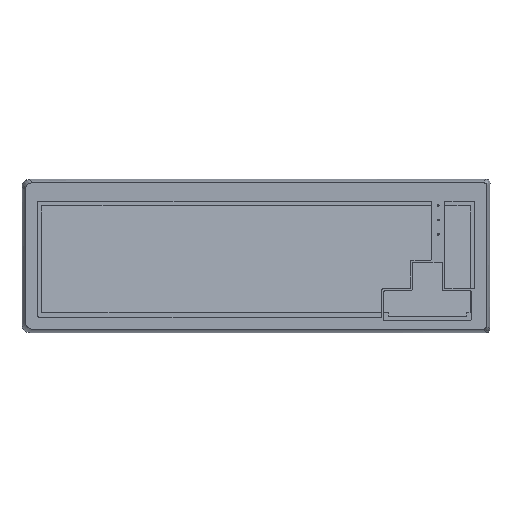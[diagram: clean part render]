
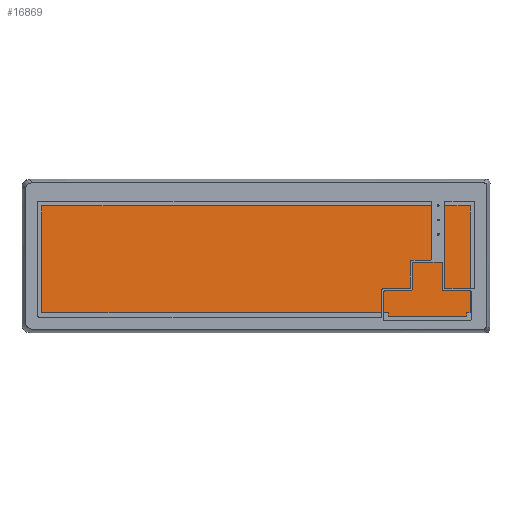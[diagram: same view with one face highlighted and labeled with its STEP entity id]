
A CAD part, top view. The second image highlights one B-rep face of the part: STEP entity #16869.
In plain terms, the highlighted planar face has unit normal (0, 0.07, 0.998).
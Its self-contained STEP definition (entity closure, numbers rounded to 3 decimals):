
#912=ELLIPSE('',#17554,5.163,5.15);
#913=ELLIPSE('',#17559,5.613,5.6);
#914=ELLIPSE('',#17561,5.613,5.6);
#915=ELLIPSE('',#17563,5.163,5.15);
#916=ELLIPSE('',#17568,5.614,5.6);
#917=ELLIPSE('',#17570,5.614,5.6);
#918=ELLIPSE('',#17574,5.163,5.15);
#919=ELLIPSE('',#17578,5.163,5.15);
#920=ELLIPSE('',#17583,5.613,5.6);
#921=ELLIPSE('',#17585,5.613,5.6);
#922=ELLIPSE('',#17587,5.163,5.15);
#923=ELLIPSE('',#17592,5.614,5.6);
#924=ELLIPSE('',#17594,5.614,5.6);
#925=ELLIPSE('',#17598,5.163,5.15);
#1870=PLANE('',#17601);
#2777=FACE_OUTER_BOUND('',#3774,.T.);
#3774=EDGE_LOOP('',(#15756,#15757,#15758,#15759,#15760,#15761,#15762,#15763,
#15764,#15765,#15766,#15767,#15768,#15769,#15770,#15771,#15772,#15773,#15774,
#15775));
#5195=LINE('',#29737,#6626);
#5196=LINE('',#29738,#6627);
#5209=LINE('',#29795,#6640);
#5210=LINE('',#29796,#6641);
#5211=LINE('',#29798,#6642);
#5212=LINE('',#29799,#6643);
#6626=VECTOR('',#20371,10.);
#6627=VECTOR('',#20372,10.);
#6640=VECTOR('',#20433,10.);
#6641=VECTOR('',#20434,10.);
#6642=VECTOR('',#20437,10.);
#6643=VECTOR('',#20438,10.);
#8399=VERTEX_POINT('',#29677);
#8401=VERTEX_POINT('',#29680);
#8403=VERTEX_POINT('',#29688);
#8406=VERTEX_POINT('',#29694);
#8407=VERTEX_POINT('',#29698);
#8409=VERTEX_POINT('',#29701);
#8411=VERTEX_POINT('',#29709);
#8414=VERTEX_POINT('',#29715);
#8417=VERTEX_POINT('',#29724);
#8418=VERTEX_POINT('',#29726);
#8421=VERTEX_POINT('',#29740);
#8423=VERTEX_POINT('',#29743);
#8425=VERTEX_POINT('',#29751);
#8428=VERTEX_POINT('',#29757);
#8429=VERTEX_POINT('',#29761);
#8431=VERTEX_POINT('',#29764);
#8433=VERTEX_POINT('',#29772);
#8436=VERTEX_POINT('',#29778);
#8439=VERTEX_POINT('',#29787);
#8440=VERTEX_POINT('',#29789);
#10837=EDGE_CURVE('',#8401,#8399,#912,.T.);
#10841=EDGE_CURVE('',#8401,#8403,#913,.T.);
#10845=EDGE_CURVE('',#8406,#8399,#914,.T.);
#10847=EDGE_CURVE('',#8409,#8407,#915,.T.);
#10851=EDGE_CURVE('',#8409,#8411,#916,.T.);
#10855=EDGE_CURVE('',#8414,#8407,#917,.T.);
#10859=EDGE_CURVE('',#8418,#8417,#918,.T.);
#10865=EDGE_CURVE('',#8411,#8417,#5195,.T.);
#10866=EDGE_CURVE('',#8418,#8406,#5196,.T.);
#10868=EDGE_CURVE('',#8423,#8421,#919,.T.);
#10872=EDGE_CURVE('',#8423,#8425,#920,.T.);
#10876=EDGE_CURVE('',#8428,#8421,#921,.T.);
#10878=EDGE_CURVE('',#8431,#8429,#922,.T.);
#10882=EDGE_CURVE('',#8431,#8433,#923,.T.);
#10886=EDGE_CURVE('',#8436,#8429,#924,.T.);
#10890=EDGE_CURVE('',#8440,#8439,#925,.T.);
#10893=EDGE_CURVE('',#8425,#8439,#5209,.T.);
#10894=EDGE_CURVE('',#8440,#8436,#5210,.T.);
#10895=EDGE_CURVE('',#8433,#8414,#5211,.T.);
#10896=EDGE_CURVE('',#8403,#8428,#5212,.T.);
#15756=ORIENTED_EDGE('',*,*,#10837,.T.);
#15757=ORIENTED_EDGE('',*,*,#10845,.F.);
#15758=ORIENTED_EDGE('',*,*,#10866,.F.);
#15759=ORIENTED_EDGE('',*,*,#10859,.T.);
#15760=ORIENTED_EDGE('',*,*,#10865,.F.);
#15761=ORIENTED_EDGE('',*,*,#10851,.F.);
#15762=ORIENTED_EDGE('',*,*,#10847,.T.);
#15763=ORIENTED_EDGE('',*,*,#10855,.F.);
#15764=ORIENTED_EDGE('',*,*,#10895,.F.);
#15765=ORIENTED_EDGE('',*,*,#10882,.F.);
#15766=ORIENTED_EDGE('',*,*,#10878,.T.);
#15767=ORIENTED_EDGE('',*,*,#10886,.F.);
#15768=ORIENTED_EDGE('',*,*,#10894,.F.);
#15769=ORIENTED_EDGE('',*,*,#10890,.T.);
#15770=ORIENTED_EDGE('',*,*,#10893,.F.);
#15771=ORIENTED_EDGE('',*,*,#10872,.F.);
#15772=ORIENTED_EDGE('',*,*,#10868,.T.);
#15773=ORIENTED_EDGE('',*,*,#10876,.F.);
#15774=ORIENTED_EDGE('',*,*,#10896,.F.);
#15775=ORIENTED_EDGE('',*,*,#10841,.F.);
#16869=ADVANCED_FACE('',(#2777),#1870,.F.);
#17554=AXIS2_PLACEMENT_3D('',#29681,#20311,#20312);
#17559=AXIS2_PLACEMENT_3D('',#29689,#20322,#20323);
#17561=AXIS2_PLACEMENT_3D('',#29696,#20328,#20329);
#17563=AXIS2_PLACEMENT_3D('',#29702,#20333,#20334);
#17568=AXIS2_PLACEMENT_3D('',#29710,#20344,#20345);
#17570=AXIS2_PLACEMENT_3D('',#29717,#20350,#20351);
#17574=AXIS2_PLACEMENT_3D('',#29727,#20360,#20361);
#17578=AXIS2_PLACEMENT_3D('',#29744,#20376,#20377);
#17583=AXIS2_PLACEMENT_3D('',#29752,#20387,#20388);
#17585=AXIS2_PLACEMENT_3D('',#29759,#20393,#20394);
#17587=AXIS2_PLACEMENT_3D('',#29765,#20398,#20399);
#17592=AXIS2_PLACEMENT_3D('',#29773,#20409,#20410);
#17594=AXIS2_PLACEMENT_3D('',#29780,#20415,#20416);
#17598=AXIS2_PLACEMENT_3D('',#29790,#20425,#20426);
#17601=AXIS2_PLACEMENT_3D('',#29797,#20435,#20436);
#20311=DIRECTION('center_axis',(0.,-0.07,
-0.998));
#20312=DIRECTION('ref_axis',(0.,-0.998,0.07));
#20322=DIRECTION('center_axis',(0.,-0.07,
-0.998));
#20323=DIRECTION('ref_axis',(0.,-0.998,0.07));
#20328=DIRECTION('center_axis',(0.,-0.07,
-0.998));
#20329=DIRECTION('ref_axis',(0.,-0.998,0.07));
#20333=DIRECTION('center_axis',(0.,-0.07,
-0.998));
#20334=DIRECTION('ref_axis',(0.,-0.998,0.07));
#20344=DIRECTION('center_axis',(0.,-0.07,
-0.998));
#20345=DIRECTION('ref_axis',(0.,-0.998,0.07));
#20350=DIRECTION('center_axis',(0.,-0.07,
-0.998));
#20351=DIRECTION('ref_axis',(0.,-0.998,0.07));
#20360=DIRECTION('center_axis',(0.,-0.07,
-0.998));
#20361=DIRECTION('ref_axis',(0.,-0.998,0.07));
#20371=DIRECTION('',(-1.,0.,0.));
#20372=DIRECTION('',(-1.,0.,0.));
#20376=DIRECTION('center_axis',(0.,-0.07,
-0.998));
#20377=DIRECTION('ref_axis',(0.,-0.998,0.07));
#20387=DIRECTION('center_axis',(0.,-0.07,
-0.998));
#20388=DIRECTION('ref_axis',(0.,0.998,-0.07));
#20393=DIRECTION('center_axis',(0.,-0.07,
-0.998));
#20394=DIRECTION('ref_axis',(0.,0.998,-0.07));
#20398=DIRECTION('center_axis',(0.,-0.07,
-0.998));
#20399=DIRECTION('ref_axis',(0.,-0.998,0.07));
#20409=DIRECTION('center_axis',(0.,-0.07,
-0.998));
#20410=DIRECTION('ref_axis',(0.,0.998,-0.07));
#20415=DIRECTION('center_axis',(0.,-0.07,
-0.998));
#20416=DIRECTION('ref_axis',(0.,0.998,-0.07));
#20425=DIRECTION('center_axis',(0.,-0.07,
-0.998));
#20426=DIRECTION('ref_axis',(0.,-0.998,0.07));
#20433=DIRECTION('',(1.,0.,0.));
#20434=DIRECTION('',(1.,0.,0.));
#20435=DIRECTION('center_axis',(0.,-0.07,
-0.998));
#20436=DIRECTION('ref_axis',(1.,0.,0.));
#20437=DIRECTION('',(0.,-0.998,0.07));
#20438=DIRECTION('',(0.,0.998,-0.07));
#29677=CARTESIAN_POINT('',(10.25,-89.617,-8.891));
#29680=CARTESIAN_POINT('',(5.262,-84.451,-9.252));
#29681=CARTESIAN_POINT('Origin',(5.1,-89.599,-8.892));
#29688=CARTESIAN_POINT('',(5.248,-84.049,-9.28));
#29689=CARTESIAN_POINT('Origin',(10.847,-84.049,-9.28));
#29694=CARTESIAN_POINT('',(10.847,-89.649,-8.888));
#29696=CARTESIAN_POINT('Origin',(10.847,-84.049,-9.28));
#29698=CARTESIAN_POINT('',(299.394,-84.449,-9.252));
#29701=CARTESIAN_POINT('',(294.209,-89.634,-8.889));
#29702=CARTESIAN_POINT('Origin',(299.359,-89.599,-8.892));
#29709=CARTESIAN_POINT('',(293.808,-89.649,-8.888));
#29710=CARTESIAN_POINT('Origin',(293.808,-84.049,-9.28));
#29715=CARTESIAN_POINT('',(299.408,-84.049,-9.28));
#29717=CARTESIAN_POINT('Origin',(293.808,-84.049,-9.28));
#29724=CARTESIAN_POINT('',(171.79,-89.649,-8.888));
#29726=CARTESIAN_POINT('',(161.906,-89.649,-8.888));
#29727=CARTESIAN_POINT('Origin',(166.848,-91.099,-8.787));
#29737=CARTESIAN_POINT('',(81.588,-89.649,-8.888));
#29738=CARTESIAN_POINT('',(81.588,-89.649,-8.888));
#29740=CARTESIAN_POINT('',(5.262,-10.247,-14.441));
#29743=CARTESIAN_POINT('',(10.25,-5.081,-14.802));
#29744=CARTESIAN_POINT('Origin',(5.1,-5.1,-14.801));
#29751=CARTESIAN_POINT('',(10.847,-5.049,-14.804));
#29752=CARTESIAN_POINT('Origin',(10.847,-10.649,-14.413));
#29757=CARTESIAN_POINT('',(5.248,-10.649,-14.413));
#29759=CARTESIAN_POINT('Origin',(10.847,-10.649,-14.413));
#29761=CARTESIAN_POINT('',(294.209,-5.063,-14.803));
#29764=CARTESIAN_POINT('',(299.394,-10.25,-14.44));
#29765=CARTESIAN_POINT('Origin',(299.359,-5.1,-14.801));
#29772=CARTESIAN_POINT('',(299.408,-10.649,-14.413));
#29773=CARTESIAN_POINT('Origin',(293.808,-10.649,-14.413));
#29778=CARTESIAN_POINT('',(293.808,-5.049,-14.804));
#29780=CARTESIAN_POINT('Origin',(293.808,-10.649,-14.413));
#29787=CARTESIAN_POINT('',(161.906,-5.049,-14.804));
#29789=CARTESIAN_POINT('',(171.79,-5.049,-14.804));
#29790=CARTESIAN_POINT('Origin',(166.848,-3.6,-14.905));
#29795=CARTESIAN_POINT('',(223.068,-5.049,-14.804));
#29796=CARTESIAN_POINT('',(223.068,-5.049,-14.804));
#29797=CARTESIAN_POINT('Origin',(152.328,-47.265,-11.852));
#29798=CARTESIAN_POINT('',(299.408,-65.931,-10.547));
#29799=CARTESIAN_POINT('',(5.248,-29.41,-13.101));
